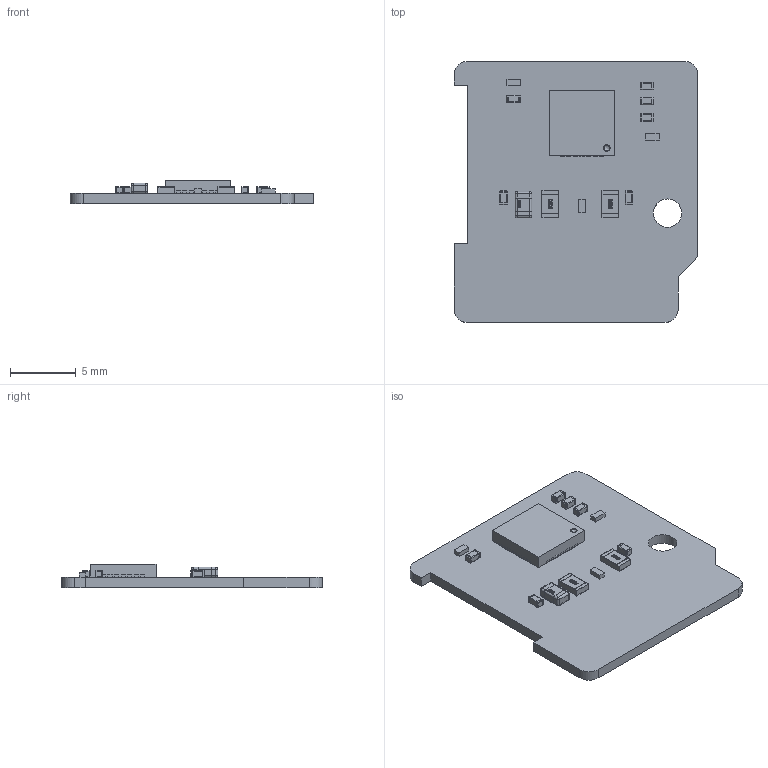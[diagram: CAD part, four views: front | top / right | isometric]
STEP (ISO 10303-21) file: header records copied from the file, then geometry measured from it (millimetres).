
FILE_DESCRIPTION(('Open CASCADE Model'),'2;1');
FILE_NAME('Open CASCADE Shape Model','2022-03-14T11:13:48',('Author'),( 'Open CASCADE'),'Open CASCADE STEP processor 6.8','Open CASCADE 6.8' ,'Unknown');
FILE_SCHEMA(('AUTOMOTIVE_DESIGN { 1 0 10303 214 1 1 1 1 }'));
Length unit declared in the file: millimetre
Products named in the file (42): PCB; Board; C2; 1147263488; Terminal; Open_CASCADE_STEP_translator_6.8_2.1.1; Open_CASCADE_STEP_translator_6.8_2.1.2; Mid_Body; Open_CASCADE_STEP_translator_6.8_2.2.1; R4; 644562016; Extruded; R6; 644562152; C1; User_Library-0805_SMD_Capacitor; C3; 1147266048; C4; C5; 1147263872; C6; C7; R1; R3; User_Library-R_0805; R5; U1; QFN28-0_5; User_Library-QFN28-0_5_Fusion; User_Library-QFN28-0_5_Fillet
Assembly tree (46 placements, depth 5):
  PCB
    Board
    C2
      1147263488
        Terminal
          Open_CASCADE_STEP_translator_6.8_2.1.1
          Open_CASCADE_STEP_translator_6.8_2.1.2
        Mid_Body
          Open_CASCADE_STEP_translator_6.8_2.2.1
    R4
      644562016
        Extruded
    R6
      644562152
        Extruded
    C1
      User_Library-0805_SMD_Capacitor
    C3
      1147266048
        Terminal
          Open_CASCADE_STEP_translator_6.8_2.1.1
          Open_CASCADE_STEP_translator_6.8_2.1.2
        Mid_Body
          Open_CASCADE_STEP_translator_6.8_2.2.1
    C4
      1147266048
        Terminal
          Open_CASCADE_STEP_translator_6.8_2.1.1
          Open_CASCADE_STEP_translator_6.8_2.1.2
        Mid_Body
          Open_CASCADE_STEP_translator_6.8_2.2.1
    C5
      1147263872
        Terminal
          Open_CASCADE_STEP_translator_6.8_2.1.1
          Open_CASCADE_STEP_translator_6.8_2.1.2
        Mid_Body
          Open_CASCADE_STEP_translator_6.8_2.2.1
    C6
      1147263488
        Terminal
          Open_CASCADE_STEP_translator_6.8_2.1.1
          Open_CASCADE_STEP_translator_6.8_2.1.2
        Mid_Body
          Open_CASCADE_STEP_translator_6.8_2.2.1
    C7
      1147263872
        Terminal
          Open_CASCADE_STEP_translator_6.8_2.1.1
          Open_CASCADE_STEP_translator_6.8_2.1.2
        Mid_Body
          Open_CASCADE_STEP_translator_6.8_2.2.1
    R1
      644562016
        Extruded
    R3
      User_Library-R_0805
    R5
      User_Library-R_0805
    U1
Bounding box: 18.5 x 19.8 x 1.8 mm (x, y, z)
Volume: 307.8 mm3; surface area: 931.9 mm2
Topology: 61 solids, 61 shells, 834 faces, 1939 edges, 1194 vertices
Faces by surface type: plane 455, cylinder 201, bspline 122, sphere 56
Full cylindrical faces by diameter (mm): 2.15 x1
Entity records: 56442 total; most frequent: CARTESIAN_POINT 26442, DIRECTION 4448, ORIENTED_EDGE 2680, PCURVE 2680, DEFINITIONAL_REPRESENTATION 2680, LINE 2674, VECTOR 2674, EDGE_CURVE 1340
